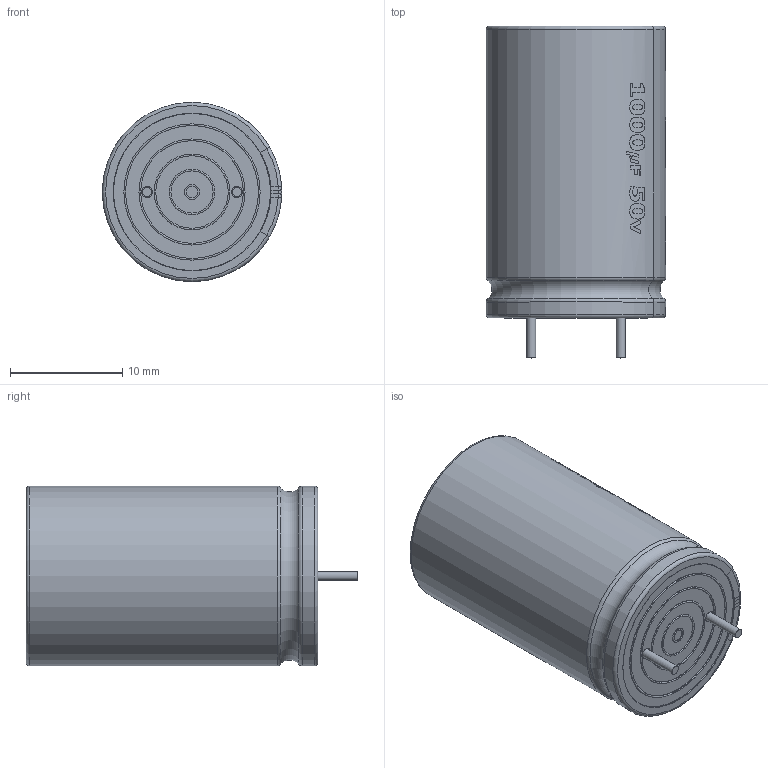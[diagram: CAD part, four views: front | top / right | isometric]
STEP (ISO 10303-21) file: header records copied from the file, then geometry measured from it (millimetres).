
FILE_DESCRIPTION(/* description */ (''),/* implementation_level */ '2;1');
FILE_NAME(/* name */ '1000uF 50V electr -16x26mm -P.diameter 8mm .stp',/* time_stamp */ '2022-03-11T22:54:20+01:00',/* author */ ('JOSE LUIS'),/* organization */ (''),/* preprocessor_version */ 'ST-DEVELOPER v18',/* originating_system */ 'Autodesk Inventor 2020',/* authorisation */ '');
FILE_SCHEMA (('AUTOMOTIVE_DESIGN { 1 0 10303 214 3 1 1 }'));
Length unit declared in the file: millimetre
Products named in the file (1): 1000uF 50V electr -16x26mm -P.diameter 8mm 
Bounding box: 16 x 29.57 x 16 mm (x, y, z)
Volume: 5166.8 mm3; surface area: 1754.6 mm2
Topology: 3 solids, 3 shells, 122 faces, 489 edges, 403 vertices
Faces by surface type: cylinder 59, plane 38, torus 25
Full cylindrical faces by diameter (mm): 0.8 x2, 1 x2, 1.05 x1, 1.35 x1, 3.75 x1, 4.05 x1, 6.45 x1, 6.75 x1, 9.15 x1, 9.45 x1, 11.85 x1, 12.15 x1, 14 x2
Entity records: 6491 total; most frequent: CARTESIAN_POINT 2020, ORIENTED_EDGE 978, DIRECTION 835, EDGE_CURVE 489, VERTEX_POINT 403, AXIS2_PLACEMENT_3D 346, CIRCLE 219, EDGE_LOOP 156
